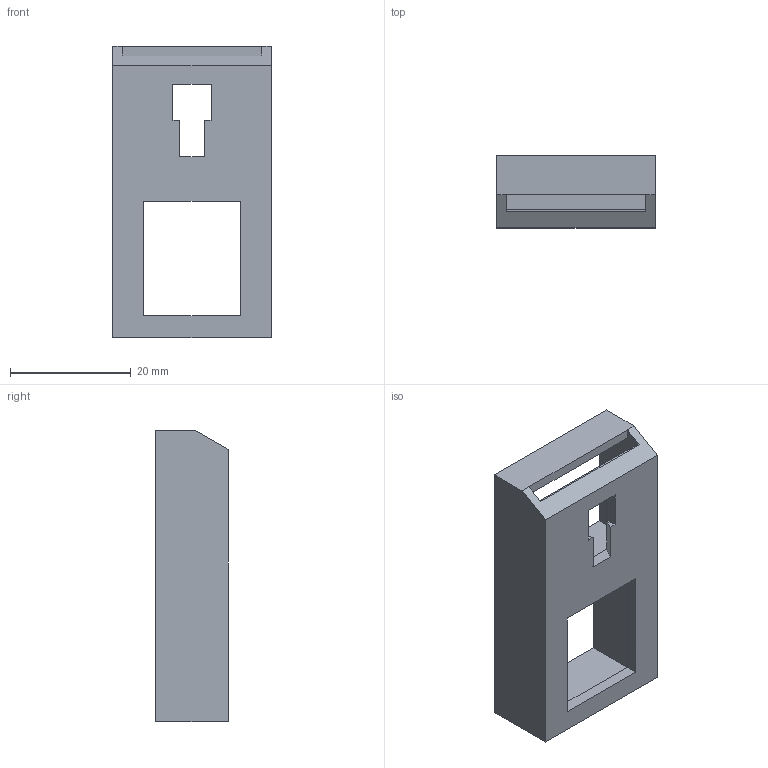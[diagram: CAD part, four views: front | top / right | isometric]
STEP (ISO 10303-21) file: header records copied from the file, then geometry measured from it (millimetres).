
FILE_DESCRIPTION(/* description */ (''),/* implementation_level */ '2;1');
FILE_NAME(/* name */ 'bracket_XL330_b.step',/* time_stamp */ '2023-08-10T10:18:41+09:00',/* author */ (''),/* organization */ (''),/* preprocessor_version */ 'ST-DEVELOPER v19.2',/* originating_system */ 'Autodesk Translation Framework v12.6.0.85',/* authorisation */ '');
FILE_SCHEMA (('AUTOMOTIVE_DESIGN { 1 0 10303 214 3 1 1 }'));
Length unit declared in the file: millimetre
Products named in the file (1): bracket_back
Bounding box: 26.3 x 12 x 48.25 mm (x, y, z)
Volume: 4961.3 mm3; surface area: 5305.8 mm2
Topology: 1 solids, 1 shells, 35 faces, 95 edges, 62 vertices
Faces by surface type: plane 35
Entity records: 1122 total; most frequent: CARTESIAN_POINT 193, ORIENTED_EDGE 190, DIRECTION 167, LINE 95, VECTOR 95, EDGE_CURVE 95, VERTEX_POINT 62, EDGE_LOOP 41
